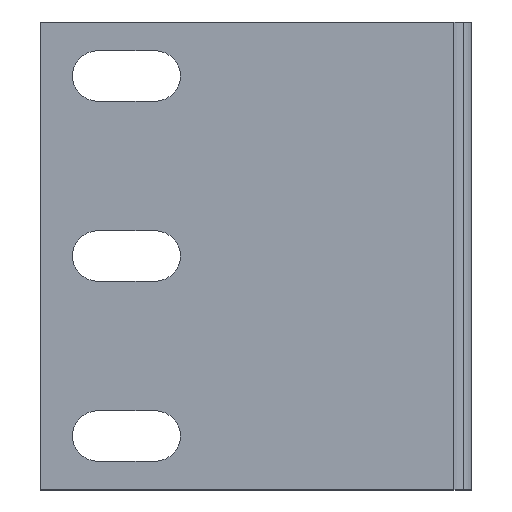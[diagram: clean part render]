
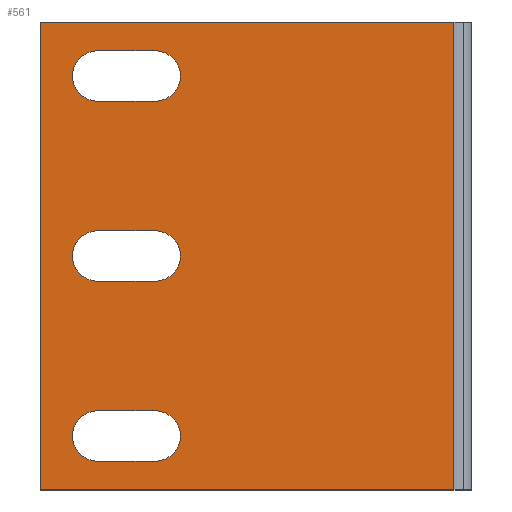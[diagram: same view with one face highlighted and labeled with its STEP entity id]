
A CAD part, front view. The second image highlights one B-rep face of the part: STEP entity #561.
In plain terms, the highlighted face is planar.
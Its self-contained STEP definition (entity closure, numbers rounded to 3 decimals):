
#13 = LINE ( 'NONE', #698, #454 ) ;
#14 = ORIENTED_EDGE ( 'NONE', *, *, #80, .T. ) ;
#15 = CARTESIAN_POINT ( 'NONE',  ( 8., 0., 3.5 ) ) ;
#31 = CARTESIAN_POINT ( 'NONE',  ( 57.5, 0., -32.5 ) ) ;
#36 = VERTEX_POINT ( 'NONE', #745 ) ;
#49 = VERTEX_POINT ( 'NONE', #239 ) ;
#61 = CARTESIAN_POINT ( 'NONE',  ( 0., 0., 32.5 ) ) ;
#65 = LINE ( 'NONE', #143, #794 ) ;
#66 = EDGE_CURVE ( 'NONE', #1058, #537, #653, .T. ) ;
#77 = CARTESIAN_POINT ( 'NONE',  ( 16., 0., 28.5 ) ) ;
#80 = EDGE_CURVE ( 'NONE', #827, #1069, #796, .T. ) ;
#90 = EDGE_CURVE ( 'NONE', #740, #1058, #256, .T. ) ;
#95 = EDGE_CURVE ( 'NONE', #537, #227, #13, .T. ) ;
#96 = DIRECTION ( 'NONE',  ( 1., 0., 0. ) ) ;
#97 = CARTESIAN_POINT ( 'NONE',  ( 8., 0., 3.5 ) ) ;
#98 = ORIENTED_EDGE ( 'NONE', *, *, #405, .T. ) ;
#143 = CARTESIAN_POINT ( 'NONE',  ( 8., 0., -28.5 ) ) ;
#148 = CARTESIAN_POINT ( 'NONE',  ( 16., 0., -21.5 ) ) ;
#155 = EDGE_CURVE ( 'NONE', #1069, #1075, #775, .T. ) ;
#158 = DIRECTION ( 'NONE',  ( 0., 0., -1. ) ) ;
#169 = CIRCLE ( 'NONE', #301, 3.5 ) ;
#170 = FACE_BOUND ( 'NONE', #543, .T. ) ;
#177 = AXIS2_PLACEMENT_3D ( 'NONE', #739, #1080, #158 ) ;
#193 = LINE ( 'NONE', #1098, #748 ) ;
#204 = CARTESIAN_POINT ( 'NONE',  ( 8., 0., 21.5 ) ) ;
#213 = ORIENTED_EDGE ( 'NONE', *, *, #334, .T. ) ;
#214 = EDGE_LOOP ( 'NONE', ( #546, #1052, #300, #623 ) ) ;
#215 = LINE ( 'NONE', #547, #490 ) ;
#225 = CARTESIAN_POINT ( 'NONE',  ( 0., 0., -32.5 ) ) ;
#227 = VERTEX_POINT ( 'NONE', #681 ) ;
#228 = CARTESIAN_POINT ( 'NONE',  ( 8., 0., 25. ) ) ;
#239 = CARTESIAN_POINT ( 'NONE',  ( 8., 0., -28.5 ) ) ;
#244 = DIRECTION ( 'NONE',  ( 0., -1., 0. ) ) ;
#255 = PLANE ( 'NONE',  #779 ) ;
#256 = LINE ( 'NONE', #97, #939 ) ;
#259 = CARTESIAN_POINT ( 'NONE',  ( 16., 0., -28.5 ) ) ;
#269 = VERTEX_POINT ( 'NONE', #225 ) ;
#270 = CARTESIAN_POINT ( 'NONE',  ( 57.5, 0., 32.5 ) ) ;
#272 = DIRECTION ( 'NONE',  ( 0., 1., 0. ) ) ;
#298 = LINE ( 'NONE', #645, #705 ) ;
#300 = ORIENTED_EDGE ( 'NONE', *, *, #1083, .T. ) ;
#301 = AXIS2_PLACEMENT_3D ( 'NONE', #463, #1012, #646 ) ;
#304 = VERTEX_POINT ( 'NONE', #898 ) ;
#305 = ORIENTED_EDGE ( 'NONE', *, *, #95, .T. ) ;
#313 = EDGE_LOOP ( 'NONE', ( #465, #332, #14, #658 ) ) ;
#332 = ORIENTED_EDGE ( 'NONE', *, *, #451, .T. ) ;
#334 = EDGE_CURVE ( 'NONE', #852, #36, #809, .T. ) ;
#355 = CARTESIAN_POINT ( 'NONE',  ( 8., 0., 28.5 ) ) ;
#356 = DIRECTION ( 'NONE',  ( 0., 0., 1. ) ) ;
#363 = AXIS2_PLACEMENT_3D ( 'NONE', #228, #656, #829 ) ;
#365 = CARTESIAN_POINT ( 'NONE',  ( 8., 0., -21.5 ) ) ;
#385 = EDGE_CURVE ( 'NONE', #1031, #852, #169, .T. ) ;
#395 = VECTOR ( 'NONE', #567, 1000. ) ;
#398 = EDGE_CURVE ( 'NONE', #304, #269, #499, .T. ) ;
#405 = EDGE_CURVE ( 'NONE', #227, #740, #933, .T. ) ;
#412 = CARTESIAN_POINT ( 'NONE',  ( 8., 0., 21.5 ) ) ;
#423 = DIRECTION ( 'NONE',  ( -1., 0., 0. ) ) ;
#439 = VECTOR ( 'NONE', #625, 1000. ) ;
#441 = DIRECTION ( 'NONE',  ( 0., -1., 0. ) ) ;
#451 = EDGE_CURVE ( 'NONE', #754, #827, #903, .T. ) ;
#454 = VECTOR ( 'NONE', #1043, 1000. ) ;
#460 = CIRCLE ( 'NONE', #1088, 3.5 ) ;
#463 = CARTESIAN_POINT ( 'NONE',  ( 16., 0., -25. ) ) ;
#465 = ORIENTED_EDGE ( 'NONE', *, *, #816, .T. ) ;
#478 = DIRECTION ( 'NONE',  ( 0., 0., -1. ) ) ;
#490 = VECTOR ( 'NONE', #1045, 1000. ) ;
#499 = LINE ( 'NONE', #61, #395 ) ;
#509 = FACE_BOUND ( 'NONE', #313, .T. ) ;
#520 = CARTESIAN_POINT ( 'NONE',  ( 8., 0., -3.5 ) ) ;
#537 = VERTEX_POINT ( 'NONE', #520 ) ;
#543 = EDGE_LOOP ( 'NONE', ( #1025, #806, #628, #213 ) ) ;
#546 = ORIENTED_EDGE ( 'NONE', *, *, #555, .F. ) ;
#547 = CARTESIAN_POINT ( 'NONE',  ( 0., 0., 32.5 ) ) ;
#555 = EDGE_CURVE ( 'NONE', #269, #1074, #193, .T. ) ;
#561 = ADVANCED_FACE ( 'NONE', ( #170, #509, #691, #604 ), #255, .T. ) ;
#566 = CIRCLE ( 'NONE', #363, 3.5 ) ;
#567 = DIRECTION ( 'NONE',  ( 0., 0., -1. ) ) ;
#572 = ORIENTED_EDGE ( 'NONE', *, *, #66, .T. ) ;
#582 = DIRECTION ( 'NONE',  ( 0., 0., -1. ) ) ;
#587 = CARTESIAN_POINT ( 'NONE',  ( 16., 0., 0. ) ) ;
#604 = FACE_OUTER_BOUND ( 'NONE', #214, .T. ) ;
#623 = ORIENTED_EDGE ( 'NONE', *, *, #798, .T. ) ;
#625 = DIRECTION ( 'NONE',  ( -1., 0., 0. ) ) ;
#628 = ORIENTED_EDGE ( 'NONE', *, *, #385, .T. ) ;
#645 = CARTESIAN_POINT ( 'NONE',  ( 57.5, 0., 32.5 ) ) ;
#646 = DIRECTION ( 'NONE',  ( 0., 0., 1. ) ) ;
#649 = DIRECTION ( 'NONE',  ( 1., 0., 0. ) ) ;
#653 = CIRCLE ( 'NONE', #177, 3.5 ) ;
#654 = EDGE_LOOP ( 'NONE', ( #572, #305, #98, #922 ) ) ;
#656 = DIRECTION ( 'NONE',  ( 0., -1., 0. ) ) ;
#658 = ORIENTED_EDGE ( 'NONE', *, *, #155, .T. ) ;
#681 = CARTESIAN_POINT ( 'NONE',  ( 16., 0., -3.5 ) ) ;
#691 = FACE_BOUND ( 'NONE', #654, .T. ) ;
#694 = DIRECTION ( 'NONE',  ( -1., 0., 0. ) ) ;
#697 = CARTESIAN_POINT ( 'NONE',  ( 0., 0., 32.5 ) ) ;
#698 = CARTESIAN_POINT ( 'NONE',  ( 8., 0., -3.5 ) ) ;
#705 = VECTOR ( 'NONE', #478, 1000. ) ;
#729 = VECTOR ( 'NONE', #694, 1000. ) ;
#736 = EDGE_CURVE ( 'NONE', #36, #49, #460, .T. ) ;
#739 = CARTESIAN_POINT ( 'NONE',  ( 8., 0., 0. ) ) ;
#740 = VERTEX_POINT ( 'NONE', #1046 ) ;
#745 = CARTESIAN_POINT ( 'NONE',  ( 8., 0., -21.5 ) ) ;
#748 = VECTOR ( 'NONE', #96, 1000. ) ;
#754 = VERTEX_POINT ( 'NONE', #204 ) ;
#771 = CARTESIAN_POINT ( 'NONE',  ( 8., 0., 28.5 ) ) ;
#774 = DIRECTION ( 'NONE',  ( 0., 0., 1. ) ) ;
#775 = LINE ( 'NONE', #771, #729 ) ;
#779 = AXIS2_PLACEMENT_3D ( 'NONE', #697, #272, #774 ) ;
#794 = VECTOR ( 'NONE', #649, 1000. ) ;
#796 = CIRCLE ( 'NONE', #869, 3.5 ) ;
#798 = EDGE_CURVE ( 'NONE', #1059, #1074, #298, .T. ) ;
#806 = ORIENTED_EDGE ( 'NONE', *, *, #830, .T. ) ;
#809 = LINE ( 'NONE', #365, #439 ) ;
#816 = EDGE_CURVE ( 'NONE', #1075, #754, #566, .T. ) ;
#818 = CARTESIAN_POINT ( 'NONE',  ( 16., 0., 21.5 ) ) ;
#827 = VERTEX_POINT ( 'NONE', #818 ) ;
#829 = DIRECTION ( 'NONE',  ( 0., 0., -1. ) ) ;
#830 = EDGE_CURVE ( 'NONE', #49, #1031, #65, .T. ) ;
#852 = VERTEX_POINT ( 'NONE', #148 ) ;
#869 = AXIS2_PLACEMENT_3D ( 'NONE', #1007, #244, #582 ) ;
#880 = VECTOR ( 'NONE', #909, 1000. ) ;
#898 = CARTESIAN_POINT ( 'NONE',  ( 0., 0., 32.5 ) ) ;
#903 = LINE ( 'NONE', #412, #880 ) ;
#909 = DIRECTION ( 'NONE',  ( 1., 0., 0. ) ) ;
#922 = ORIENTED_EDGE ( 'NONE', *, *, #90, .T. ) ;
#926 = DIRECTION ( 'NONE',  ( 0., -1., 0. ) ) ;
#933 = CIRCLE ( 'NONE', #970, 3.5 ) ;
#939 = VECTOR ( 'NONE', #423, 1000. ) ;
#965 = CARTESIAN_POINT ( 'NONE',  ( 8., 0., -25. ) ) ;
#970 = AXIS2_PLACEMENT_3D ( 'NONE', #587, #926, #1090 ) ;
#1007 = CARTESIAN_POINT ( 'NONE',  ( 16., 0., 25. ) ) ;
#1012 = DIRECTION ( 'NONE',  ( 0., -1., 0. ) ) ;
#1025 = ORIENTED_EDGE ( 'NONE', *, *, #736, .T. ) ;
#1031 = VERTEX_POINT ( 'NONE', #259 ) ;
#1043 = DIRECTION ( 'NONE',  ( 1., 0., 0. ) ) ;
#1045 = DIRECTION ( 'NONE',  ( 1., 0., 0. ) ) ;
#1046 = CARTESIAN_POINT ( 'NONE',  ( 16., 0., 3.5 ) ) ;
#1052 = ORIENTED_EDGE ( 'NONE', *, *, #398, .F. ) ;
#1058 = VERTEX_POINT ( 'NONE', #15 ) ;
#1059 = VERTEX_POINT ( 'NONE', #270 ) ;
#1069 = VERTEX_POINT ( 'NONE', #77 ) ;
#1074 = VERTEX_POINT ( 'NONE', #31 ) ;
#1075 = VERTEX_POINT ( 'NONE', #355 ) ;
#1080 = DIRECTION ( 'NONE',  ( 0., -1., 0. ) ) ;
#1083 = EDGE_CURVE ( 'NONE', #304, #1059, #215, .T. ) ;
#1088 = AXIS2_PLACEMENT_3D ( 'NONE', #965, #441, #356 ) ;
#1090 = DIRECTION ( 'NONE',  ( 0., 0., -1. ) ) ;
#1098 = CARTESIAN_POINT ( 'NONE',  ( 0., 0., -32.5 ) ) ;
